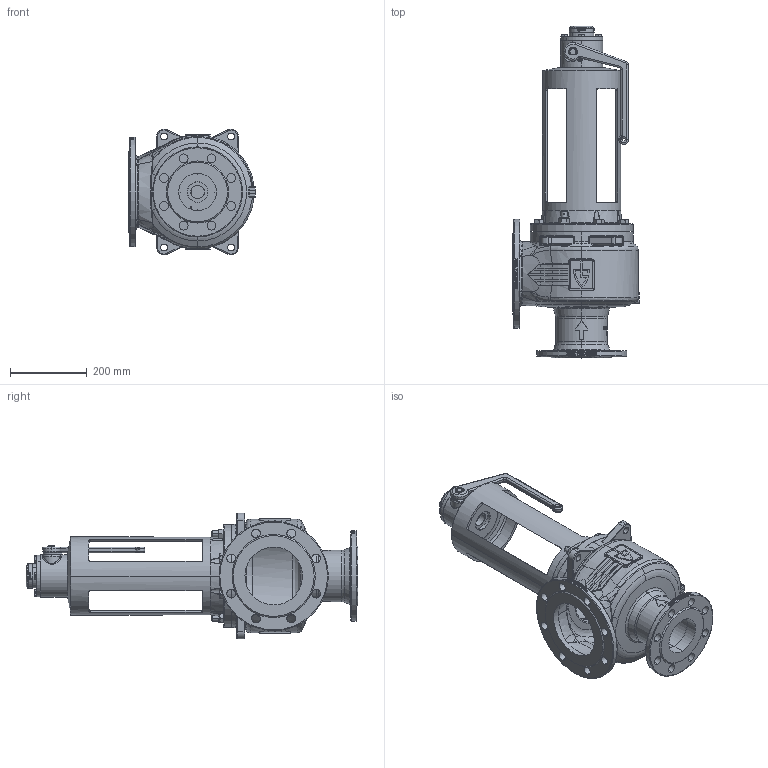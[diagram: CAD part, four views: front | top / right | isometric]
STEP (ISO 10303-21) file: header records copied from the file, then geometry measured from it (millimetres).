
FILE_DESCRIPTION (( 'STEP AP203' ), '1' );
FILE_NAME ('355SGL_100_FLFL_100150_MD.STEP', '2020-08-19T13:29:52', ( '' ), ( '' ), 'SwSTEP 2.0', 'SolidWorks 2020', '' );
FILE_SCHEMA (( 'CONFIG_CONTROL_DESIGN' ));
Length unit declared in the file: millimetre
Products named in the file (1): 355SGL_100_FLFL_100150_MD
Bounding box: 331 x 866.5 x 327.98 mm (x, y, z)
Volume: 7544664.6 mm3; surface area: 1475187.8 mm2
Topology: 26 solids, 26 shells, 3243 faces, 8183 edges, 5154 vertices
Faces by surface type: plane 1138, bspline 901, cylinder 708, cone 282, torus 196, sphere 18
Entity records: 210971 total; most frequent: CARTESIAN_POINT 139486, ORIENTED_EDGE 16220, DIRECTION 12758, EDGE_CURVE 8110, VERTEX_POINT 5154, AXIS2_PLACEMENT_3D 5095, EDGE_LOOP 3598, ADVANCED_FACE 3243
